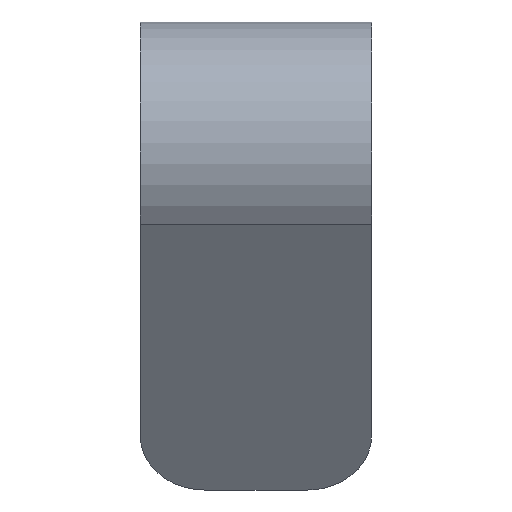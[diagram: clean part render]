
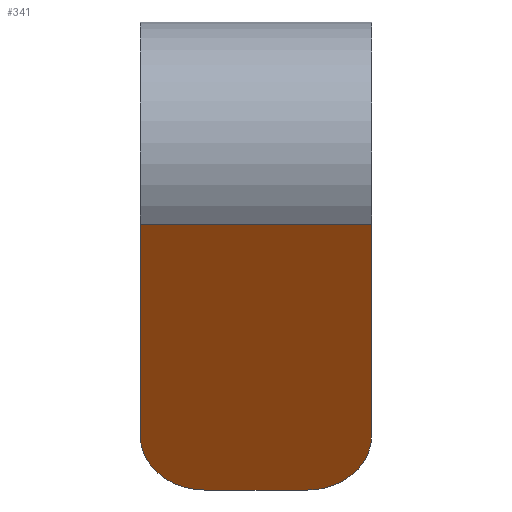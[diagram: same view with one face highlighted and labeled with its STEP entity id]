
A CAD part, front view. The second image highlights one B-rep face of the part: STEP entity #341.
In plain terms, the highlighted planar face has unit normal (0, -0.819, -0.574).
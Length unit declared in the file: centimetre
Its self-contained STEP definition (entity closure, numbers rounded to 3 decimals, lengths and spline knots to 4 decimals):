
#31=PLANE('',#389);
#49=FACE_OUTER_BOUND('',#67,.T.);
#67=EDGE_LOOP('',(#305,#306,#307,#308,#309,#310));
#73=LINE('',#508,#105);
#83=LINE('',#540,#115);
#91=LINE('',#565,#123);
#100=LINE('',#589,#132);
#105=VECTOR('',#405,1.);
#115=VECTOR('',#433,1.);
#123=VECTOR('',#459,1.);
#132=VECTOR('',#488,1.);
#133=ELLIPSE('',#358,2.5801,2.5);
#136=ELLIPSE('',#364,2.5801,2.5);
#141=VERTEX_POINT('',#495);
#142=VERTEX_POINT('',#496);
#146=VERTEX_POINT('',#506);
#150=VERTEX_POINT('',#518);
#159=VERTEX_POINT('',#538);
#167=VERTEX_POINT('',#564);
#173=EDGE_CURVE('',#141,#142,#133,.T.);
#179=EDGE_CURVE('',#141,#146,#73,.T.);
#184=EDGE_CURVE('',#150,#146,#136,.T.);
#195=EDGE_CURVE('',#159,#150,#83,.T.);
#207=EDGE_CURVE('',#142,#167,#91,.T.);
#220=EDGE_CURVE('',#167,#159,#100,.T.);
#305=ORIENTED_EDGE('',*,*,#173,.F.);
#306=ORIENTED_EDGE('',*,*,#179,.T.);
#307=ORIENTED_EDGE('',*,*,#184,.F.);
#308=ORIENTED_EDGE('',*,*,#195,.F.);
#309=ORIENTED_EDGE('',*,*,#220,.F.);
#310=ORIENTED_EDGE('',*,*,#207,.F.);
#341=ADVANCED_FACE('',(#49),#31,.T.);
#358=AXIS2_PLACEMENT_3D('',#497,#395,#396);
#364=AXIS2_PLACEMENT_3D('',#519,#415,#416);
#389=AXIS2_PLACEMENT_3D('',#590,#489,#490);
#395=DIRECTION('center_axis',(0.,0.819,0.574));
#396=DIRECTION('ref_axis',(0.,0.574,-0.819));
#405=DIRECTION('',(1.,0.,0.));
#415=DIRECTION('center_axis',(0.,0.819,0.574));
#416=DIRECTION('ref_axis',(0.,0.574,-0.819));
#433=DIRECTION('',(0.,0.574,-0.819));
#459=DIRECTION('',(0.,-0.574,0.819));
#488=DIRECTION('',(1.,0.,0.));
#489=DIRECTION('center_axis',(0.,-0.819,-0.574));
#490=DIRECTION('ref_axis',(0.,0.574,-0.819));
#495=CARTESIAN_POINT('',(-2.,2.4336,-3.4083));
#496=CARTESIAN_POINT('',(-4.5,0.9538,-1.2949));
#497=CARTESIAN_POINT('Origin',(-2.,0.9538,-1.2949));
#506=CARTESIAN_POINT('',(2.,2.4336,-3.4083));
#508=CARTESIAN_POINT('',(0.,2.4336,-3.4083));
#518=CARTESIAN_POINT('',(4.5,0.9538,-1.2949));
#519=CARTESIAN_POINT('Origin',(2.,0.9538,-1.2949));
#538=CARTESIAN_POINT('',(4.5,-4.8027,6.9262));
#540=CARTESIAN_POINT('',(4.5,7.0845,-10.0504));
#564=CARTESIAN_POINT('',(-4.5,-4.8027,6.9262));
#565=CARTESIAN_POINT('',(-4.5,7.0845,-10.0504));
#589=CARTESIAN_POINT('',(0.,-4.8027,6.9262));
#590=CARTESIAN_POINT('Origin',(0.,-10.3118,14.7941));
